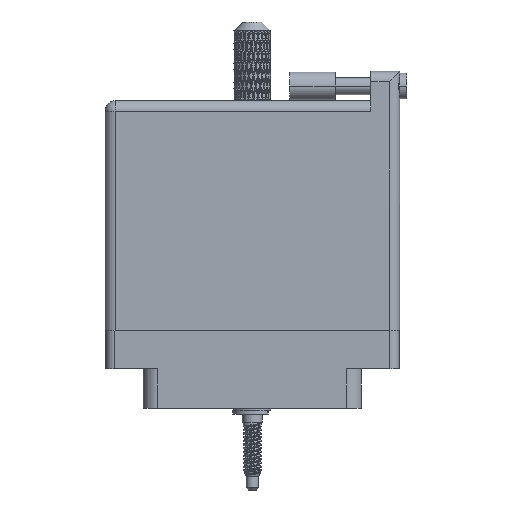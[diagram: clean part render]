
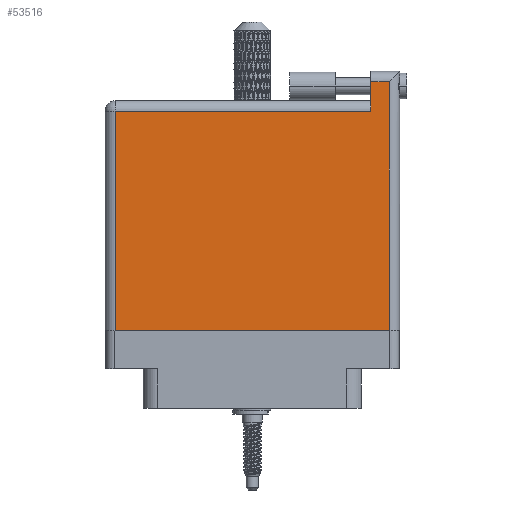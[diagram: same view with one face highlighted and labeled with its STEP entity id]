
A CAD part, front view. The second image highlights one B-rep face of the part: STEP entity #53516.
In plain terms, the highlighted face is planar.
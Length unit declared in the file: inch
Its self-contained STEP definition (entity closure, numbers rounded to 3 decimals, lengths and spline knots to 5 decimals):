
#5018 = DIRECTION ( 'NONE',  ( 0., -1., 0. ) ) ;
#5499 = EDGE_CURVE ( 'NONE', #13337, #67342, #95921, .T. ) ;
#9507 = LINE ( 'NONE', #89856, #47456 ) ;
#11008 = CARTESIAN_POINT ( 'NONE',  ( 0., 1.566, 0. ) ) ;
#12577 = VECTOR ( 'NONE', #86508, 39.37008 ) ;
#13337 = VERTEX_POINT ( 'NONE', #79941 ) ;
#14335 = VERTEX_POINT ( 'NONE', #93203 ) ;
#14685 = VECTOR ( 'NONE', #87712, 39.37008 ) ;
#19160 = PLANE ( 'NONE',  #37212 ) ;
#22149 = VECTOR ( 'NONE', #93682, 39.37008 ) ;
#24165 = LINE ( 'NONE', #72801, #96232 ) ;
#26940 = DIRECTION ( 'NONE',  ( -1., 0., 0. ) ) ;
#27633 = ORIENTED_EDGE ( 'NONE', *, *, #65973, .T. ) ;
#29723 = CARTESIAN_POINT ( 'NONE',  ( 1.938, 0., 0. ) ) ;
#29983 = CARTESIAN_POINT ( 'NONE',  ( 1.811, 1.766, 0. ) ) ;
#32512 = ORIENTED_EDGE ( 'NONE', *, *, #48806, .T. ) ;
#32604 = DIRECTION ( 'NONE',  ( -1., 0., 0. ) ) ;
#34856 = LINE ( 'NONE', #77547, #14685 ) ;
#37212 = AXIS2_PLACEMENT_3D ( 'NONE', #11008, #42817, #26940 ) ;
#38562 = FACE_OUTER_BOUND ( 'NONE', #42393, .T. ) ;
#39169 = CARTESIAN_POINT ( 'NONE',  ( 1.938, 1.696, 0. ) ) ;
#42393 = EDGE_LOOP ( 'NONE', ( #43317, #27633, #67287, #32512, #78385, #65452 ) ) ;
#42817 = DIRECTION ( 'NONE',  ( 0., 0., -1. ) ) ;
#43317 = ORIENTED_EDGE ( 'NONE', *, *, #74525, .T. ) ;
#44613 = CARTESIAN_POINT ( 'NONE',  ( 0.07, 0., 0. ) ) ;
#47456 = VECTOR ( 'NONE', #32604, 39.37008 ) ;
#48662 = LINE ( 'NONE', #101036, #22149 ) ;
#48806 = EDGE_CURVE ( 'NONE', #100864, #14335, #103530, .T. ) ;
#49505 = CARTESIAN_POINT ( 'NONE',  ( 1.811, 1.696, 0. ) ) ;
#50442 = VECTOR ( 'NONE', #5018, 39.37008 ) ;
#53516 = ADVANCED_FACE ( 'NONE', ( #38562 ), #19160, .F. ) ;
#57984 = EDGE_CURVE ( 'NONE', #14335, #13337, #34856, .T. ) ;
#65452 = ORIENTED_EDGE ( 'NONE', *, *, #5499, .T. ) ;
#65973 = EDGE_CURVE ( 'NONE', #84596, #93763, #24165, .T. ) ;
#67287 = ORIENTED_EDGE ( 'NONE', *, *, #101382, .T. ) ;
#67342 = VERTEX_POINT ( 'NONE', #44613 ) ;
#72454 = DIRECTION ( 'NONE',  ( 0., 1., 0. ) ) ;
#72801 = CARTESIAN_POINT ( 'NONE',  ( 1.938, 1.766, 0. ) ) ;
#74525 = EDGE_CURVE ( 'NONE', #67342, #84596, #48662, .T. ) ;
#77547 = CARTESIAN_POINT ( 'NONE',  ( 0., 1.496, 0. ) ) ;
#78385 = ORIENTED_EDGE ( 'NONE', *, *, #57984, .T. ) ;
#79941 = CARTESIAN_POINT ( 'NONE',  ( 0.07, 1.496, 0. ) ) ;
#84596 = VERTEX_POINT ( 'NONE', #29723 ) ;
#86508 = DIRECTION ( 'NONE',  ( 0., -1., 0. ) ) ;
#87712 = DIRECTION ( 'NONE',  ( -1., 0., 0. ) ) ;
#89856 = CARTESIAN_POINT ( 'NONE',  ( 0., 1.696, 0. ) ) ;
#93203 = CARTESIAN_POINT ( 'NONE',  ( 1.811, 1.496, 0. ) ) ;
#93682 = DIRECTION ( 'NONE',  ( 1., 0., 0. ) ) ;
#93763 = VERTEX_POINT ( 'NONE', #39169 ) ;
#95921 = LINE ( 'NONE', #101765, #50442 ) ;
#96232 = VECTOR ( 'NONE', #72454, 39.37008 ) ;
#100864 = VERTEX_POINT ( 'NONE', #49505 ) ;
#101036 = CARTESIAN_POINT ( 'NONE',  ( 0., 0., 0. ) ) ;
#101382 = EDGE_CURVE ( 'NONE', #93763, #100864, #9507, .T. ) ;
#101765 = CARTESIAN_POINT ( 'NONE',  ( 0.07, 0., 0. ) ) ;
#103530 = LINE ( 'NONE', #29983, #12577 ) ;
